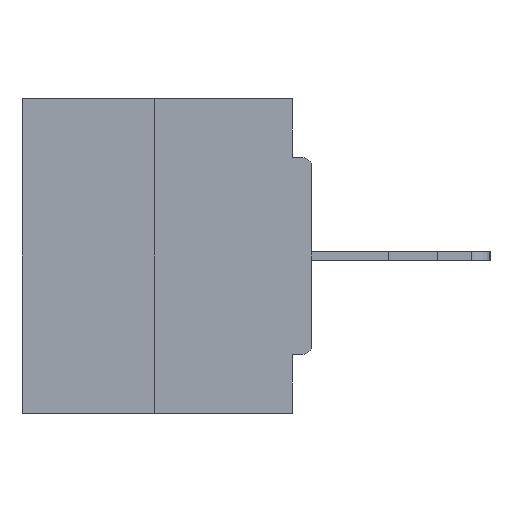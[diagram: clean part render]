
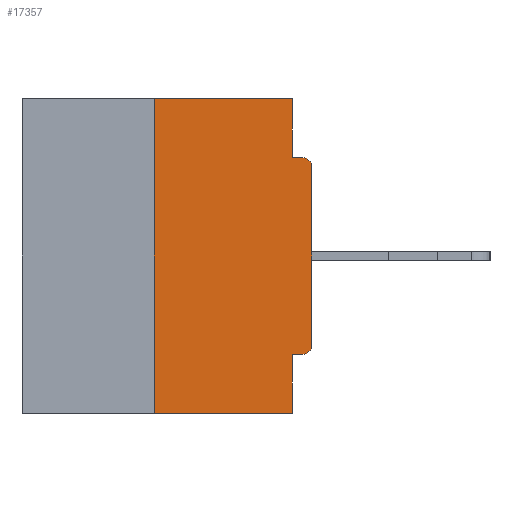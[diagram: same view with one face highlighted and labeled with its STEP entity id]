
A CAD part, left-side view. The second image highlights one B-rep face of the part: STEP entity #17357.
In plain terms, the highlighted planar face has unit normal (-1, 0, 0).
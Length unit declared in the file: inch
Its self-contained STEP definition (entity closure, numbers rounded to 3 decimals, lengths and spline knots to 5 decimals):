
#46 = ORIENTED_EDGE ( 'NONE', *, *, #18654, .F. ) ;
#1109 = ORIENTED_EDGE ( 'NONE', *, *, #24268, .F. ) ;
#1282 = VECTOR ( 'NONE', #8295, 39.37008 ) ;
#2188 = DIRECTION ( 'NONE',  ( 0., -1., 0. ) ) ;
#2823 = CARTESIAN_POINT ( 'NONE',  ( 0., 0.031, -0.5 ) ) ;
#3150 = DIRECTION ( 'NONE',  ( -1., 0., 0. ) ) ;
#3221 = DIRECTION ( 'NONE',  ( 0., 0., -1. ) ) ;
#3246 = CIRCLE ( 'NONE', #36721, 0.015 ) ;
#5204 = CARTESIAN_POINT ( 'NONE',  ( 0., 0., 0. ) ) ;
#5444 = VECTOR ( 'NONE', #40188, 39.37008 ) ;
#5547 = CARTESIAN_POINT ( 'NONE',  ( 0., 0.015, -0.4065 ) ) ;
#5881 = DIRECTION ( 'NONE',  ( 0., 0., -1. ) ) ;
#6030 = CARTESIAN_POINT ( 'NONE',  ( 0., 0.015, -0.1085 ) ) ;
#6335 = VERTEX_POINT ( 'NONE', #19255 ) ;
#7233 = EDGE_CURVE ( 'NONE', #29692, #11119, #30327, .T. ) ;
#7548 = CARTESIAN_POINT ( 'NONE',  ( 0., 0., -0.1085 ) ) ;
#7722 = EDGE_CURVE ( 'NONE', #34501, #19510, #24140, .T. ) ;
#7943 = CARTESIAN_POINT ( 'NONE',  ( 0., 0., -0.4065 ) ) ;
#8251 = LINE ( 'NONE', #35986, #37283 ) ;
#8295 = DIRECTION ( 'NONE',  ( 0., 0., 1. ) ) ;
#8339 = EDGE_CURVE ( 'NONE', #12900, #34501, #8251, .T. ) ;
#8800 = CARTESIAN_POINT ( 'NONE',  ( 0., 0.46, 0. ) ) ;
#9554 = CARTESIAN_POINT ( 'NONE',  ( 0., 0.031, 0. ) ) ;
#9676 = CARTESIAN_POINT ( 'NONE',  ( 0., 0.031, -0.4065 ) ) ;
#10561 = CIRCLE ( 'NONE', #29550, 0.015 ) ;
#11119 = VERTEX_POINT ( 'NONE', #38212 ) ;
#11738 = EDGE_LOOP ( 'NONE', ( #30468, #30195, #11882, #46, #31415, #32765, #37919, #23231, #1109, #17441 ) ) ;
#11882 = ORIENTED_EDGE ( 'NONE', *, *, #7233, .T. ) ;
#12633 = DIRECTION ( 'NONE',  ( 0., 0., -1. ) ) ;
#12900 = VERTEX_POINT ( 'NONE', #31234 ) ;
#13717 = LINE ( 'NONE', #7943, #23226 ) ;
#14582 = VECTOR ( 'NONE', #39687, 39.37008 ) ;
#14910 = EDGE_CURVE ( 'NONE', #22838, #6335, #10561, .T. ) ;
#15211 = CARTESIAN_POINT ( 'NONE',  ( 0., 0.031, -0.0935 ) ) ;
#15310 = VERTEX_POINT ( 'NONE', #21681 ) ;
#15321 = EDGE_CURVE ( 'NONE', #39329, #15310, #3246, .T. ) ;
#17357 = ADVANCED_FACE ( 'NONE', ( #30759 ), #36934, .F. ) ;
#17441 = ORIENTED_EDGE ( 'NONE', *, *, #7722, .F. ) ;
#17565 = VECTOR ( 'NONE', #2188, 39.37008 ) ;
#17580 = LINE ( 'NONE', #26997, #14582 ) ;
#18654 = EDGE_CURVE ( 'NONE', #22994, #11119, #22368, .T. ) ;
#19255 = CARTESIAN_POINT ( 'NONE',  ( 0., 0., -0.3915 ) ) ;
#19510 = VERTEX_POINT ( 'NONE', #15211 ) ;
#20904 = CARTESIAN_POINT ( 'NONE',  ( 0., 0.25, -0.5 ) ) ;
#21317 = CARTESIAN_POINT ( 'NONE',  ( 0., 0.46, -0.5 ) ) ;
#21351 = DIRECTION ( 'NONE',  ( 1., 0., 0. ) ) ;
#21681 = CARTESIAN_POINT ( 'NONE',  ( 0., 0.015, -0.0935 ) ) ;
#22185 = VECTOR ( 'NONE', #12633, 39.37008 ) ;
#22349 = EDGE_CURVE ( 'NONE', #6335, #39329, #36427, .T. ) ;
#22368 = LINE ( 'NONE', #2823, #5444 ) ;
#22838 = VERTEX_POINT ( 'NONE', #5547 ) ;
#22994 = VERTEX_POINT ( 'NONE', #9676 ) ;
#23166 = DIRECTION ( 'NONE',  ( 0., 1., 0. ) ) ;
#23226 = VECTOR ( 'NONE', #23166, 39.37008 ) ;
#23231 = ORIENTED_EDGE ( 'NONE', *, *, #15321, .T. ) ;
#24140 = LINE ( 'NONE', #25347, #22185 ) ;
#24268 = EDGE_CURVE ( 'NONE', #19510, #15310, #17580, .T. ) ;
#24605 = DIRECTION ( 'NONE',  ( -1., 0., 0. ) ) ;
#24893 = LINE ( 'NONE', #30416, #40443 ) ;
#25347 = CARTESIAN_POINT ( 'NONE',  ( 0., 0.031, 0. ) ) ;
#26997 = CARTESIAN_POINT ( 'NONE',  ( 0., 0., -0.0935 ) ) ;
#28523 = EDGE_CURVE ( 'NONE', #22838, #22994, #13717, .T. ) ;
#28665 = CARTESIAN_POINT ( 'NONE',  ( 0., 0.015, -0.3915 ) ) ;
#29550 = AXIS2_PLACEMENT_3D ( 'NONE', #28665, #24605, #5881 ) ;
#29692 = VERTEX_POINT ( 'NONE', #20904 ) ;
#30195 = ORIENTED_EDGE ( 'NONE', *, *, #37552, .F. ) ;
#30286 = AXIS2_PLACEMENT_3D ( 'NONE', #8800, #21351, #3221 ) ;
#30327 = LINE ( 'NONE', #21317, #17565 ) ;
#30416 = CARTESIAN_POINT ( 'NONE',  ( 0., 0.25, 0. ) ) ;
#30468 = ORIENTED_EDGE ( 'NONE', *, *, #8339, .F. ) ;
#30759 = FACE_OUTER_BOUND ( 'NONE', #11738, .T. ) ;
#31234 = CARTESIAN_POINT ( 'NONE',  ( 0., 0.25, 0. ) ) ;
#31415 = ORIENTED_EDGE ( 'NONE', *, *, #28523, .F. ) ;
#32765 = ORIENTED_EDGE ( 'NONE', *, *, #14910, .T. ) ;
#34501 = VERTEX_POINT ( 'NONE', #9554 ) ;
#35986 = CARTESIAN_POINT ( 'NONE',  ( 0., 0.46, 0. ) ) ;
#36427 = LINE ( 'NONE', #5204, #1282 ) ;
#36721 = AXIS2_PLACEMENT_3D ( 'NONE', #6030, #3150, #37855 ) ;
#36934 = PLANE ( 'NONE',  #30286 ) ;
#37283 = VECTOR ( 'NONE', #38628, 39.37008 ) ;
#37552 = EDGE_CURVE ( 'NONE', #29692, #12900, #24893, .T. ) ;
#37595 = DIRECTION ( 'NONE',  ( 0., 0., 1. ) ) ;
#37855 = DIRECTION ( 'NONE',  ( 0., 0., -1. ) ) ;
#37919 = ORIENTED_EDGE ( 'NONE', *, *, #22349, .T. ) ;
#38212 = CARTESIAN_POINT ( 'NONE',  ( 0., 0.031, -0.5 ) ) ;
#38628 = DIRECTION ( 'NONE',  ( 0., -1., 0. ) ) ;
#39329 = VERTEX_POINT ( 'NONE', #7548 ) ;
#39687 = DIRECTION ( 'NONE',  ( 0., -1., 0. ) ) ;
#40188 = DIRECTION ( 'NONE',  ( 0., 0., -1. ) ) ;
#40443 = VECTOR ( 'NONE', #37595, 39.37008 ) ;
